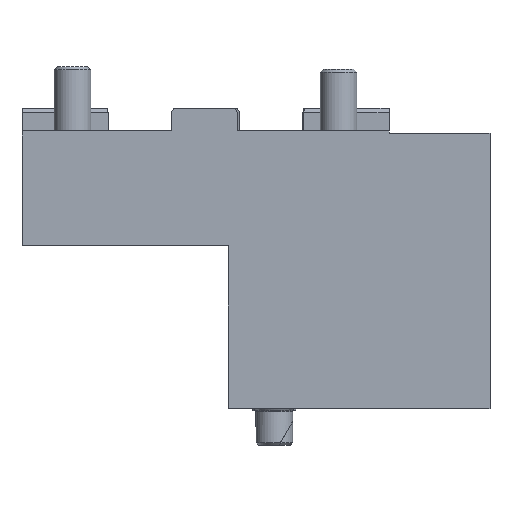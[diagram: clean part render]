
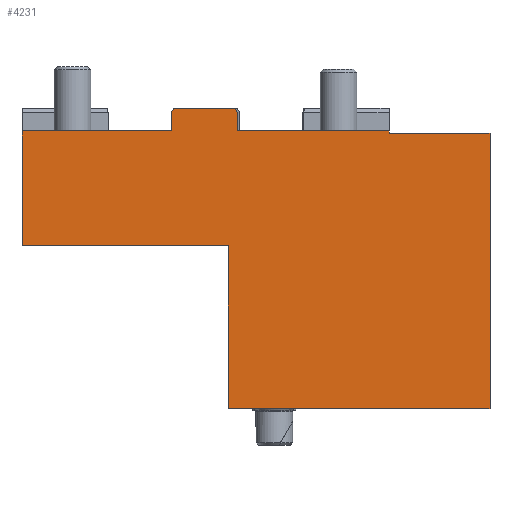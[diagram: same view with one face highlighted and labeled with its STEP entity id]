
A CAD part, front view. The second image highlights one B-rep face of the part: STEP entity #4231.
In plain terms, the highlighted planar face has unit normal (0, 1, 0).
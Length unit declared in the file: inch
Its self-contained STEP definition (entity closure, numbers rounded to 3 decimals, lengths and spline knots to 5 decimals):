
#58 = CARTESIAN_POINT ( 'NONE',  ( -0.29508, -1.47638, 0.15748 ) ) ;
#77 = CARTESIAN_POINT ( 'NONE',  ( -1.5748, -1.47638, -0.98425 ) ) ;
#411 = DIRECTION ( 'NONE',  ( -1., 0., 0. ) ) ;
#549 = FACE_OUTER_BOUND ( 'NONE', #5021, .T. ) ;
#635 = ORIENTED_EDGE ( 'NONE', *, *, #6591, .T. ) ;
#636 = VECTOR ( 'NONE', #3087, 39.37008 ) ;
#675 = LINE ( 'NONE', #3076, #7361 ) ;
#793 = VERTEX_POINT ( 'NONE', #2732 ) ;
#1346 = LINE ( 'NONE', #10919, #2165 ) ;
#1382 = EDGE_CURVE ( 'NONE', #5557, #3436, #7743, .T. ) ;
#1385 = EDGE_CURVE ( 'NONE', #4815, #793, #675, .T. ) ;
#1455 = VERTEX_POINT ( 'NONE', #10402 ) ;
#1507 = CARTESIAN_POINT ( 'NONE',  ( 0.27559, -1.47638, 0.15748 ) ) ;
#1570 = VECTOR ( 'NONE', #6735, 39.37008 ) ;
#1767 = CARTESIAN_POINT ( 'NONE',  ( 0., -1.47638, 0. ) ) ;
#2165 = VECTOR ( 'NONE', #13180, 39.37008 ) ;
#2430 = DIRECTION ( 'NONE',  ( 1., 0., 0. ) ) ;
#2494 = EDGE_CURVE ( 'NONE', #2644, #1455, #11798, .T. ) ;
#2581 = DIRECTION ( 'NONE',  ( 1., 0., 0. ) ) ;
#2644 = VERTEX_POINT ( 'NONE', #11547 ) ;
#2732 = CARTESIAN_POINT ( 'NONE',  ( 0.27559, -1.47638, 0. ) ) ;
#2903 = VECTOR ( 'NONE', #3626, 39.37008 ) ;
#3041 = EDGE_CURVE ( 'NONE', #3436, #5300, #9010, .T. ) ;
#3076 = CARTESIAN_POINT ( 'NONE',  ( 0.27559, -1.47638, 0. ) ) ;
#3087 = DIRECTION ( 'NONE',  ( 0.5, 0., -0.866 ) ) ;
#3102 = VERTEX_POINT ( 'NONE', #10252 ) ;
#3146 = ORIENTED_EDGE ( 'NONE', *, *, #3041, .T. ) ;
#3213 = CARTESIAN_POINT ( 'NONE',  ( 0.25286, -1.47638, 0.19685 ) ) ;
#3436 = VERTEX_POINT ( 'NONE', #3935 ) ;
#3626 = DIRECTION ( 'NONE',  ( 0., 0., -1. ) ) ;
#3632 = LINE ( 'NONE', #13129, #7909 ) ;
#3880 = VERTEX_POINT ( 'NONE', #3213 ) ;
#3935 = CARTESIAN_POINT ( 'NONE',  ( -1.5748, -1.47638, 0. ) ) ;
#3974 = VERTEX_POINT ( 'NONE', #15346 ) ;
#4006 = DIRECTION ( 'NONE',  ( 0.5, 0., 0.866 ) ) ;
#4059 = ORIENTED_EDGE ( 'NONE', *, *, #8660, .T. ) ;
#4231 = ADVANCED_FACE ( 'NONE', ( #549 ), #8790, .T. ) ;
#4815 = VERTEX_POINT ( 'NONE', #1507 ) ;
#5021 = EDGE_LOOP ( 'NONE', ( #13044, #6833, #9569, #15320, #12802, #15170, #12654, #6870, #635, #7518, #4059, #9074, #3146, #7853 ) ) ;
#5175 = AXIS2_PLACEMENT_3D ( 'NONE', #8953, #10123, #6526 ) ;
#5300 = VERTEX_POINT ( 'NONE', #6453 ) ;
#5557 = VERTEX_POINT ( 'NONE', #77 ) ;
#5747 = LINE ( 'NONE', #15235, #6971 ) ;
#5826 = EDGE_CURVE ( 'NONE', #3102, #3974, #5747, .T. ) ;
#6453 = CARTESIAN_POINT ( 'NONE',  ( -0.29508, -1.47638, 0. ) ) ;
#6508 = DIRECTION ( 'NONE',  ( 1., 0., 0. ) ) ;
#6518 = LINE ( 'NONE', #7844, #10972 ) ;
#6526 = DIRECTION ( 'NONE',  ( 0., 0., 1. ) ) ;
#6591 = EDGE_CURVE ( 'NONE', #7979, #3102, #6518, .T. ) ;
#6735 = DIRECTION ( 'NONE',  ( 0., 0., -1. ) ) ;
#6760 = CARTESIAN_POINT ( 'NONE',  ( -0.29508, -1.47638, 0. ) ) ;
#6833 = ORIENTED_EDGE ( 'NONE', *, *, #11729, .T. ) ;
#6870 = ORIENTED_EDGE ( 'NONE', *, *, #8241, .T. ) ;
#6971 = VECTOR ( 'NONE', #13758, 39.37008 ) ;
#7361 = VECTOR ( 'NONE', #7820, 39.37008 ) ;
#7518 = ORIENTED_EDGE ( 'NONE', *, *, #5826, .T. ) ;
#7743 = LINE ( 'NONE', #14672, #10104 ) ;
#7820 = DIRECTION ( 'NONE',  ( 0., 0., -1. ) ) ;
#7844 = CARTESIAN_POINT ( 'NONE',  ( 0., -1.47638, -2.38189 ) ) ;
#7853 = ORIENTED_EDGE ( 'NONE', *, *, #10345, .T. ) ;
#7854 = DIRECTION ( 'NONE',  ( 0., 0., 1. ) ) ;
#7909 = VECTOR ( 'NONE', #4006, 39.37008 ) ;
#7979 = VERTEX_POINT ( 'NONE', #9867 ) ;
#8241 = EDGE_CURVE ( 'NONE', #12200, #7979, #11649, .T. ) ;
#8446 = CARTESIAN_POINT ( 'NONE',  ( 1.5748, -1.47638, 0. ) ) ;
#8489 = LINE ( 'NONE', #12002, #12568 ) ;
#8594 = EDGE_CURVE ( 'NONE', #1455, #12200, #11940, .T. ) ;
#8660 = EDGE_CURVE ( 'NONE', #3974, #5557, #11068, .T. ) ;
#8739 = VECTOR ( 'NONE', #411, 39.37008 ) ;
#8790 = PLANE ( 'NONE',  #5175 ) ;
#8953 = CARTESIAN_POINT ( 'NONE',  ( 0., -1.47638, 0. ) ) ;
#8992 = VECTOR ( 'NONE', #2581, 39.37008 ) ;
#9010 = LINE ( 'NONE', #1767, #13822 ) ;
#9019 = DIRECTION ( 'NONE',  ( -1., 0., 0. ) ) ;
#9074 = ORIENTED_EDGE ( 'NONE', *, *, #1382, .T. ) ;
#9465 = CARTESIAN_POINT ( 'NONE',  ( 2.44094, -1.47638, 0. ) ) ;
#9569 = ORIENTED_EDGE ( 'NONE', *, *, #11823, .T. ) ;
#9657 = EDGE_CURVE ( 'NONE', #793, #2644, #1346, .T. ) ;
#9867 = CARTESIAN_POINT ( 'NONE',  ( 2.44094, -1.47638, -2.38189 ) ) ;
#9993 = EDGE_CURVE ( 'NONE', #11959, #11174, #3632, .T. ) ;
#10104 = VECTOR ( 'NONE', #14915, 39.37008 ) ;
#10106 = CARTESIAN_POINT ( 'NONE',  ( 0.26423, -1.47638, 0.17717 ) ) ;
#10123 = DIRECTION ( 'NONE',  ( 0., 1., 0. ) ) ;
#10252 = CARTESIAN_POINT ( 'NONE',  ( 0.19685, -1.47638, -2.38189 ) ) ;
#10345 = EDGE_CURVE ( 'NONE', #5300, #11959, #10432, .T. ) ;
#10402 = CARTESIAN_POINT ( 'NONE',  ( 1.5748, -1.47638, -0.01969 ) ) ;
#10432 = LINE ( 'NONE', #6760, #14357 ) ;
#10550 = CARTESIAN_POINT ( 'NONE',  ( -0.27235, -1.47638, 0.19685 ) ) ;
#10919 = CARTESIAN_POINT ( 'NONE',  ( 0., -1.47638, 0. ) ) ;
#10972 = VECTOR ( 'NONE', #9019, 39.37008 ) ;
#11068 = LINE ( 'NONE', #14879, #8739 ) ;
#11174 = VERTEX_POINT ( 'NONE', #10550 ) ;
#11547 = CARTESIAN_POINT ( 'NONE',  ( 1.5748, -1.47638, 0. ) ) ;
#11649 = LINE ( 'NONE', #9465, #1570 ) ;
#11729 = EDGE_CURVE ( 'NONE', #11174, #3880, #8489, .T. ) ;
#11798 = LINE ( 'NONE', #8446, #2903 ) ;
#11823 = EDGE_CURVE ( 'NONE', #3880, #4815, #14402, .T. ) ;
#11864 = CARTESIAN_POINT ( 'NONE',  ( 0., -1.47638, -0.01969 ) ) ;
#11940 = LINE ( 'NONE', #11864, #8992 ) ;
#11959 = VERTEX_POINT ( 'NONE', #58 ) ;
#12002 = CARTESIAN_POINT ( 'NONE',  ( 0., -1.47638, 0.19685 ) ) ;
#12200 = VERTEX_POINT ( 'NONE', #14985 ) ;
#12568 = VECTOR ( 'NONE', #2430, 39.37008 ) ;
#12654 = ORIENTED_EDGE ( 'NONE', *, *, #8594, .T. ) ;
#12802 = ORIENTED_EDGE ( 'NONE', *, *, #9657, .T. ) ;
#13044 = ORIENTED_EDGE ( 'NONE', *, *, #9993, .T. ) ;
#13129 = CARTESIAN_POINT ( 'NONE',  ( -0.28371, -1.47638, 0.17717 ) ) ;
#13180 = DIRECTION ( 'NONE',  ( 1., 0., 0. ) ) ;
#13758 = DIRECTION ( 'NONE',  ( 0., 0., 1. ) ) ;
#13822 = VECTOR ( 'NONE', #6508, 39.37008 ) ;
#14357 = VECTOR ( 'NONE', #7854, 39.37008 ) ;
#14402 = LINE ( 'NONE', #10106, #636 ) ;
#14672 = CARTESIAN_POINT ( 'NONE',  ( -1.5748, -1.47638, 0. ) ) ;
#14879 = CARTESIAN_POINT ( 'NONE',  ( 0., -1.47638, -0.98425 ) ) ;
#14915 = DIRECTION ( 'NONE',  ( 0., 0., 1. ) ) ;
#14985 = CARTESIAN_POINT ( 'NONE',  ( 2.44094, -1.47638, -0.01969 ) ) ;
#15170 = ORIENTED_EDGE ( 'NONE', *, *, #2494, .T. ) ;
#15235 = CARTESIAN_POINT ( 'NONE',  ( 0.19685, -1.47638, 0. ) ) ;
#15320 = ORIENTED_EDGE ( 'NONE', *, *, #1385, .T. ) ;
#15346 = CARTESIAN_POINT ( 'NONE',  ( 0.19685, -1.47638, -0.98425 ) ) ;
